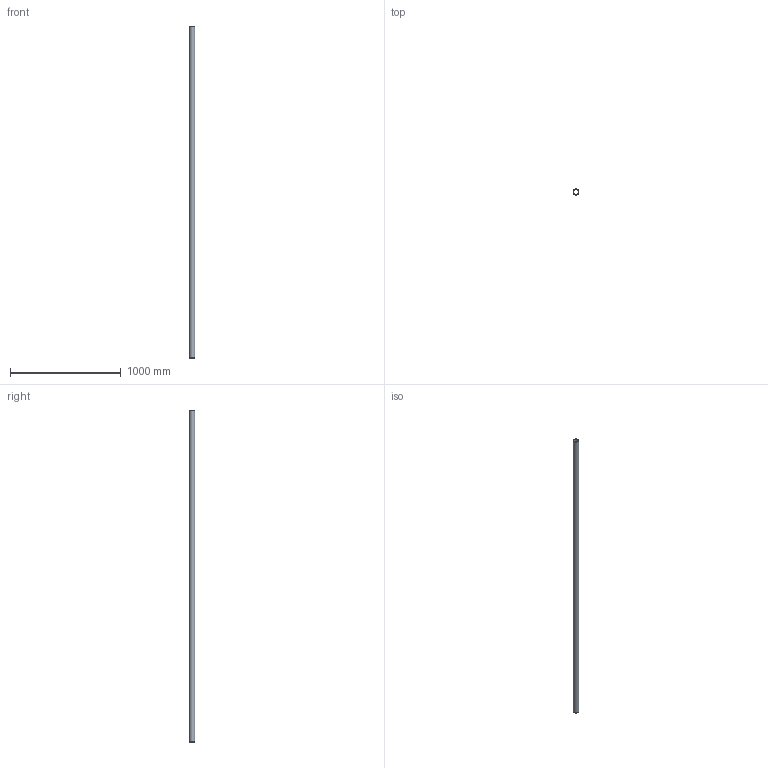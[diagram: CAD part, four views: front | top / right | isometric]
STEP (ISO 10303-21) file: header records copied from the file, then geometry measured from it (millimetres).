
FILE_DESCRIPTION (( 'STEP AP214' ), '1' );
FILE_NAME ('2046598.stp', '2022-02-25T07:26:34', ( '' ), ( '' ), 'SwSTEP 2.0', 'SolidWorks 2020', '' );
FILE_SCHEMA (( 'AUTOMOTIVE_DESIGN' ));
Length unit declared in the file: millimetre
Products named in the file (1): 2046598
Bounding box: 50 x 50 x 3000 mm (x, y, z)
Volume: 685649.7 mm3; surface area: 914621.3 mm2
Topology: 1 solids, 1 shells, 8 faces, 14 edges, 8 vertices
Faces by surface type: torus 4, cylinder 2, plane 2
Full cylindrical faces by diameter (mm): 47 x1, 50 x1
Entity records: 202 total; most frequent: DIRECTION 34, CARTESIAN_POINT 25, AXIS2_PLACEMENT_3D 17, EDGE_LOOP 16, ORIENTED_EDGE 16, FACE_OUTER_BOUND 14, VERTEX_POINT 8, ADVANCED_FACE 8
